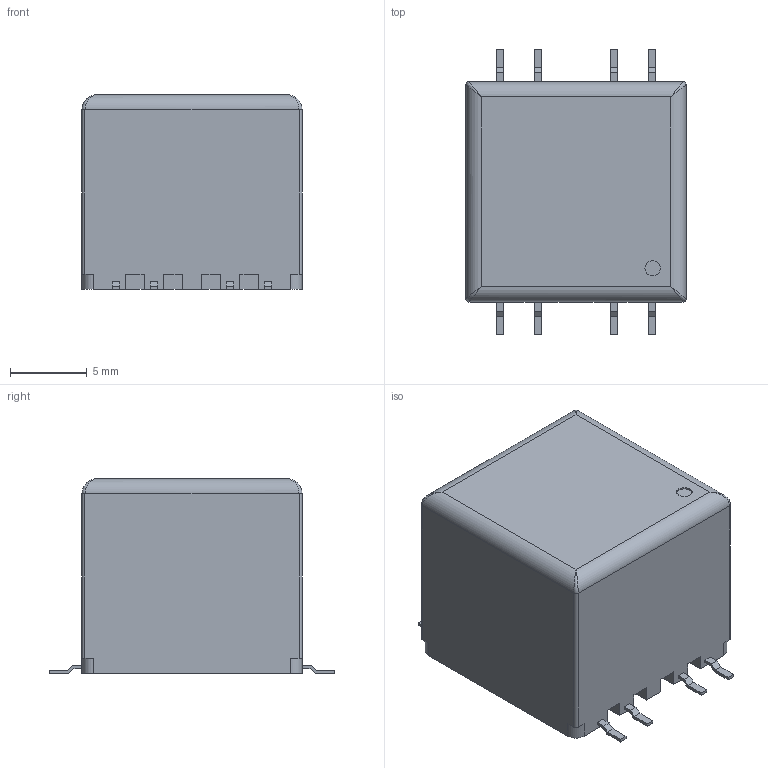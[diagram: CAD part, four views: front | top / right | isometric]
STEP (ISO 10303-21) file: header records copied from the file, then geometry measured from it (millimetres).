
FILE_DESCRIPTION(('CATIA V6 STEP','CAx-IF Rec.Pracs.--- Model Styling and Organization---1.4--- 2014-01-23','CAx-IF Rec.Pracs.---3D Tessellated Data Validation Properties---0.5---2014-09-14'),'2;1');
FILE_NAME('WurthElectronics-750312504 A.1.stp','2019-01-09T08:19:29+00:00',('none'),('none'),'3DEXPERIENCE Platform3DEXPERIENCE R2018x HotFix 5','3DEXPERIENCE Platform STEP AP242 v1','none');
FILE_SCHEMA(('AP242_MANAGED_MODEL_BASED_3D_ENGINEERING_MIM_LF {1 0 10303 442 1 1 4}'));
Length unit declared in the file: millimetre
Products named in the file (1): 3D シェイプ00044999
Bounding box: 14.36 x 18.65 x 12.7 mm (x, y, z)
Volume: 2593.6 mm3; surface area: 1164.8 mm2
Topology: 10 solids, 10 shells, 145 faces, 364 edges, 236 vertices
Faces by surface type: plane 125, cylinder 16, bspline 4
Entity records: 4161 total; most frequent: CARTESIAN_POINT 1055, ORIENTED_EDGE 720, DIRECTION 456, EDGE_CURVE 360, VECTOR 328, LINE 328, VERTEX_POINT 236, EDGE_LOOP 146
